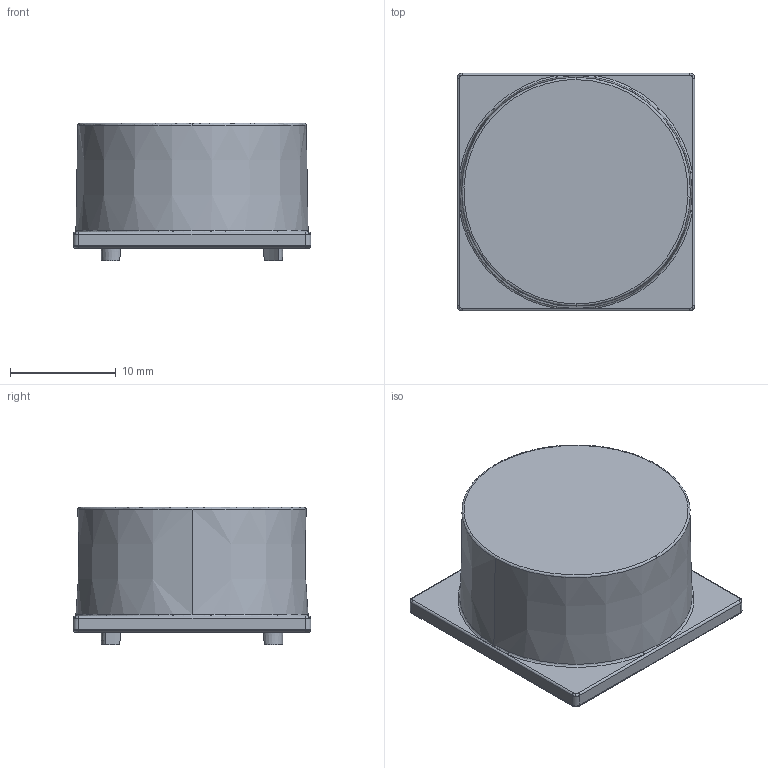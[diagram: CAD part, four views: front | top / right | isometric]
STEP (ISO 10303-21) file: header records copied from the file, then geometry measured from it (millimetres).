
FILE_DESCRIPTION (( 'STEP AP214' ), '1' );
FILE_NAME ('ﾀﾌﾒ-HB-23x23-3535-15 ﾃﾌ.STEP', '2023-04-17T14:41:32', ( '' ), ( '' ), 'SwSTEP 2.0', 'SolidWorks 2019', '' );
FILE_SCHEMA (( 'AUTOMOTIVE_DESIGN' ));
Length unit declared in the file: millimetre
Products named in the file (1): ﾀﾌﾒ-HB-23x23-3535-15 ﾃﾌ
Bounding box: 22.49 x 22.49 x 13 mm (x, y, z)
Volume: 3234.8 mm3; surface area: 2565.2 mm2
Topology: 1 solids, 1 shells, 77 faces, 179 edges, 108 vertices
Faces by surface type: bspline 32, plane 20, cone 13, cylinder 12
Entity records: 3689 total; most frequent: CARTESIAN_POINT 2125, ORIENTED_EDGE 358, DIRECTION 257, EDGE_CURVE 179, VERTEX_POINT 108, AXIS2_PLACEMENT_3D 104, EDGE_LOOP 81, ADVANCED_FACE 77
